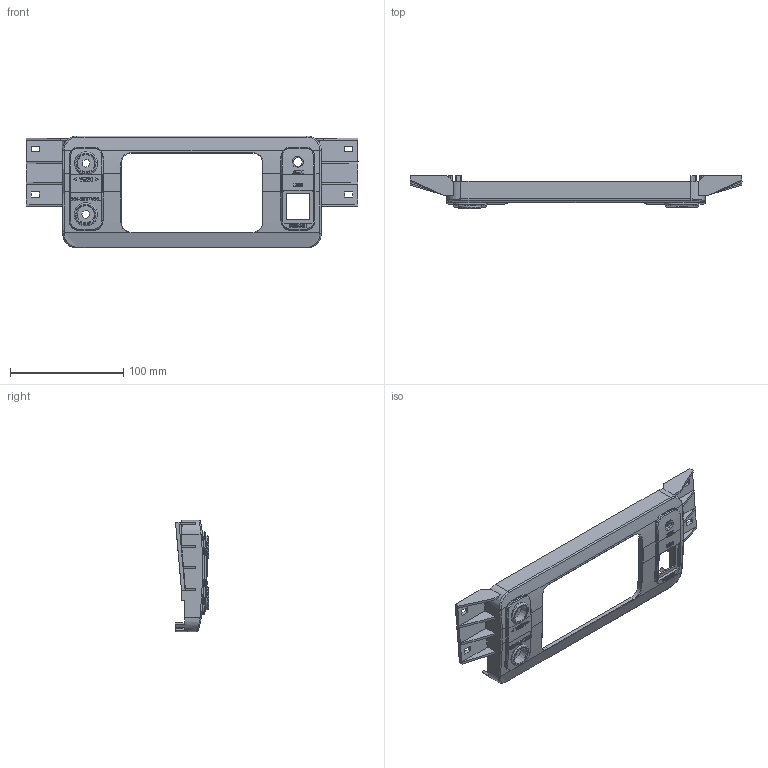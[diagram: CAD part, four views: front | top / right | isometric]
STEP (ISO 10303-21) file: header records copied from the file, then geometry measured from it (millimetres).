
FILE_DESCRIPTION(/* description */ (''),/* implementation_level */ '2;1');
FILE_NAME(/* name */ 'Jaguar X100 Screen Mount v91.step',/* time_stamp */ '2024-03-16T13:23:15-04:00',/* author */ (''),/* organization */ (''),/* preprocessor_version */ 'ST-DEVELOPER v20',/* originating_system */ 'Autodesk Translation Framework v12.20.1.177',/* authorisation */ '');
FILE_SCHEMA (('AUTOMOTIVE_DESIGN { 1 0 10303 214 3 1 1 }'));
Length unit declared in the file: inch
Products named in the file (2): Screen Mount; Component24
Assembly tree (1 placements, depth 2):
  Screen Mount
    Component24
Bounding box: 293.37 x 29.21 x 98.93 mm (x, y, z)
Volume: 86904.2 mm3; surface area: 65119.3 mm2
Topology: 2 solids, 3 shells, 797 faces, 2167 edges, 1413 vertices
Faces by surface type: plane 385, bspline 332, cylinder 74, torus 4, cone 2
Full cylindrical faces by diameter (mm): 2.032 x4, 6.985 x2, 7.874 x1, 10.287 x1, 15.24 x2, 19.304 x3, 20.32 x2
Entity records: 33761 total; most frequent: CARTESIAN_POINT 16332, ORIENTED_EDGE 4330, DIRECTION 2326, EDGE_CURVE 2165, VERTEX_POINT 1413, LINE 1032, VECTOR 1032, B_SPLINE_CURVE_WITH_KNOTS 950
